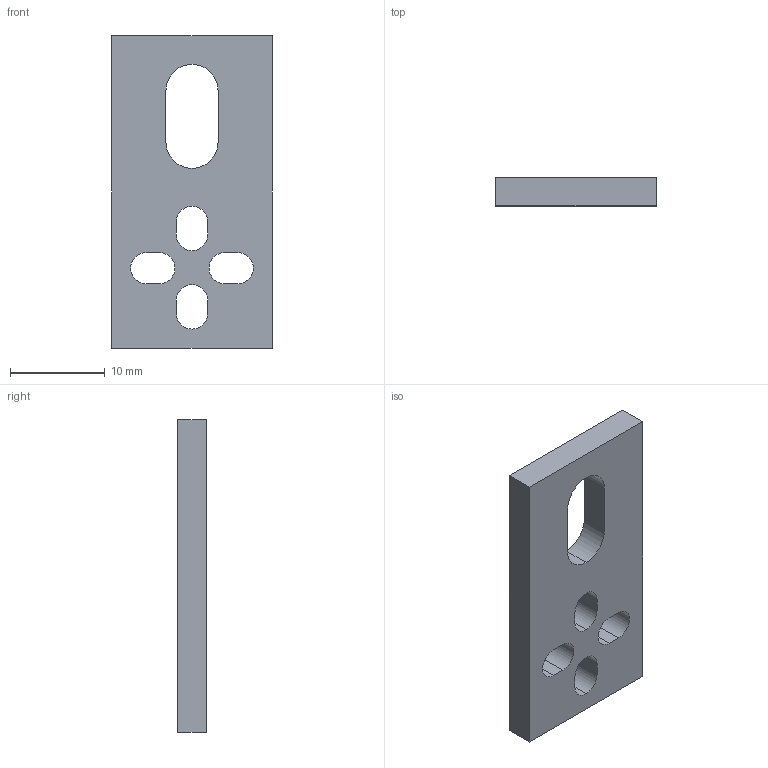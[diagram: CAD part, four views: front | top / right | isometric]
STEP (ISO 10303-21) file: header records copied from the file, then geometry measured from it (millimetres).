
FILE_DESCRIPTION (( 'STEP AP214' ), '1' );
FILE_NAME ('B944 Ïëàñòèíà ïîä êîíöåâîé âûêëþ÷àòåëü.STEP', '2026-03-26T17:11:18', ( '' ), ( '' ), 'SwSTEP 2.0', 'SolidWorks 2026', '' );
FILE_SCHEMA (( 'AUTOMOTIVE_DESIGN' ));
Length unit declared in the file: millimetre
Products named in the file (1): B944 Пластина под концевой выключатель
Bounding box: 17 x 3 x 33 mm (x, y, z)
Volume: 1362.9 mm3; surface area: 1451.4 mm2
Topology: 1 solids, 1 shells, 29 faces, 81 edges, 54 vertices
Faces by surface type: plane 16, cylinder 13
Entity records: 984 total; most frequent: DIRECTION 167, CARTESIAN_POINT 165, ORIENTED_EDGE 162, EDGE_CURVE 81, AXIS2_PLACEMENT_3D 56, VECTOR 55, LINE 55, VERTEX_POINT 54
